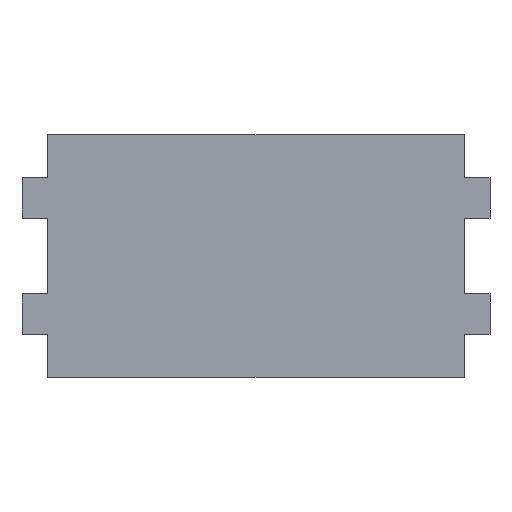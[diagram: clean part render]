
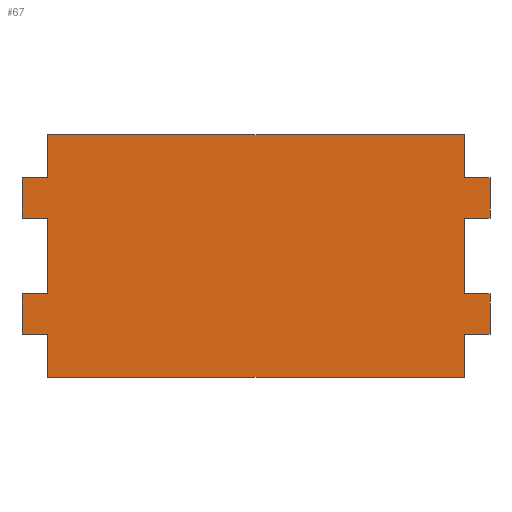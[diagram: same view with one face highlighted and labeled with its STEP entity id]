
A CAD part, front view. The second image highlights one B-rep face of the part: STEP entity #67.
In plain terms, the highlighted planar face has unit normal (0, -1, 0).
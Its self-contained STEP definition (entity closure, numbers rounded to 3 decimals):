
#5 = LINE ( 'NONE', #730, #1359 ) ;
#12 = ORIENTED_EDGE ( 'NONE', *, *, #731, .F. ) ;
#14 = CARTESIAN_POINT ( 'NONE',  ( -46.3, 0., -7.5 ) ) ;
#21 = VECTOR ( 'NONE', #830, 1000. ) ;
#40 = ORIENTED_EDGE ( 'NONE', *, *, #51, .F. ) ;
#45 = DIRECTION ( 'NONE',  ( 0., -1., 0. ) ) ;
#51 = EDGE_CURVE ( 'NONE', #949, #906, #1369, .T. ) ;
#52 = VECTOR ( 'NONE', #1050, 1000. ) ;
#53 = DIRECTION ( 'NONE',  ( 1., 0., 0. ) ) ;
#54 = VECTOR ( 'NONE', #758, 1000. ) ;
#61 = DIRECTION ( 'NONE',  ( -1., 0., 0. ) ) ;
#67 = ADVANCED_FACE ( 'NONE', ( #452 ), #1385, .T. ) ;
#83 = VERTEX_POINT ( 'NONE', #1496 ) ;
#90 = VERTEX_POINT ( 'NONE', #1651 ) ;
#102 = DIRECTION ( 'NONE',  ( -1., 0., 0. ) ) ;
#116 = CARTESIAN_POINT ( 'NONE',  ( 41.25, 0., 15.5 ) ) ;
#117 = CARTESIAN_POINT ( 'NONE',  ( -41.25, 0., -15.5 ) ) ;
#127 = LINE ( 'NONE', #1092, #1040 ) ;
#142 = DIRECTION ( 'NONE',  ( -1., 0., 0. ) ) ;
#158 = ORIENTED_EDGE ( 'NONE', *, *, #1155, .F. ) ;
#172 = DIRECTION ( 'NONE',  ( -1., 0., 0. ) ) ;
#174 = EDGE_CURVE ( 'NONE', #1544, #1037, #1023, .T. ) ;
#177 = ORIENTED_EDGE ( 'NONE', *, *, #1459, .F. ) ;
#178 = DIRECTION ( 'NONE',  ( 0., 0., 1. ) ) ;
#185 = VERTEX_POINT ( 'NONE', #116 ) ;
#229 = ORIENTED_EDGE ( 'NONE', *, *, #362, .F. ) ;
#230 = CARTESIAN_POINT ( 'NONE',  ( -41.25, 0., 24. ) ) ;
#231 = CARTESIAN_POINT ( 'NONE',  ( -41.25, 0., -15.5 ) ) ;
#248 = VECTOR ( 'NONE', #1656, 1000. ) ;
#260 = DIRECTION ( 'NONE',  ( 1., 0., 0. ) ) ;
#278 = CARTESIAN_POINT ( 'NONE',  ( 41.25, 0., -15.5 ) ) ;
#280 = CARTESIAN_POINT ( 'NONE',  ( 41.25, 0., -7.5 ) ) ;
#305 = EDGE_CURVE ( 'NONE', #90, #1019, #5, .T. ) ;
#316 = CARTESIAN_POINT ( 'NONE',  ( 0., 0., 0. ) ) ;
#317 = CARTESIAN_POINT ( 'NONE',  ( 41.25, 0., 24. ) ) ;
#344 = CARTESIAN_POINT ( 'NONE',  ( -41.25, 0., -24. ) ) ;
#346 = DIRECTION ( 'NONE',  ( 1., 0., 0. ) ) ;
#358 = VECTOR ( 'NONE', #102, 1000. ) ;
#362 = EDGE_CURVE ( 'NONE', #415, #1290, #710, .T. ) ;
#375 = EDGE_CURVE ( 'NONE', #83, #999, #1317, .T. ) ;
#378 = EDGE_CURVE ( 'NONE', #1558, #949, #1046, .T. ) ;
#398 = CARTESIAN_POINT ( 'NONE',  ( 46.3, 0., 7.5 ) ) ;
#415 = VERTEX_POINT ( 'NONE', #1179 ) ;
#418 = DIRECTION ( 'NONE',  ( -1., 0., 0. ) ) ;
#435 = CARTESIAN_POINT ( 'NONE',  ( -41.25, 0., 7.5 ) ) ;
#442 = ORIENTED_EDGE ( 'NONE', *, *, #1345, .F. ) ;
#452 = FACE_OUTER_BOUND ( 'NONE', #1596, .T. ) ;
#458 = LINE ( 'NONE', #1392, #1542 ) ;
#475 = ORIENTED_EDGE ( 'NONE', *, *, #685, .F. ) ;
#481 = LINE ( 'NONE', #1168, #248 ) ;
#487 = CARTESIAN_POINT ( 'NONE',  ( 41.25, 0., 24. ) ) ;
#500 = ORIENTED_EDGE ( 'NONE', *, *, #1311, .F. ) ;
#524 = ORIENTED_EDGE ( 'NONE', *, *, #946, .F. ) ;
#526 = VECTOR ( 'NONE', #418, 1000. ) ;
#534 = CARTESIAN_POINT ( 'NONE',  ( -46.3, 0., 7.5 ) ) ;
#557 = VECTOR ( 'NONE', #1375, 1000. ) ;
#570 = DIRECTION ( 'NONE',  ( 0., 0., -1. ) ) ;
#575 = LINE ( 'NONE', #278, #526 ) ;
#576 = CARTESIAN_POINT ( 'NONE',  ( 41.25, 0., 7.5 ) ) ;
#583 = EDGE_CURVE ( 'NONE', #684, #185, #1471, .T. ) ;
#599 = VERTEX_POINT ( 'NONE', #1585 ) ;
#610 = VECTOR ( 'NONE', #346, 1000. ) ;
#616 = VECTOR ( 'NONE', #712, 1000. ) ;
#622 = CARTESIAN_POINT ( 'NONE',  ( -41.25, 0., 15.5 ) ) ;
#627 = DIRECTION ( 'NONE',  ( 0., 0., -1. ) ) ;
#646 = ORIENTED_EDGE ( 'NONE', *, *, #378, .F. ) ;
#656 = CARTESIAN_POINT ( 'NONE',  ( 41.25, 0., 24. ) ) ;
#684 = VERTEX_POINT ( 'NONE', #317 ) ;
#685 = EDGE_CURVE ( 'NONE', #599, #1407, #727, .T. ) ;
#704 = CARTESIAN_POINT ( 'NONE',  ( 41.25, 0., -15.5 ) ) ;
#710 = LINE ( 'NONE', #1247, #1638 ) ;
#711 = ORIENTED_EDGE ( 'NONE', *, *, #174, .F. ) ;
#712 = DIRECTION ( 'NONE',  ( 0., 0., -1. ) ) ;
#727 = LINE ( 'NONE', #848, #21 ) ;
#730 = CARTESIAN_POINT ( 'NONE',  ( -41.25, 0., 24. ) ) ;
#731 = EDGE_CURVE ( 'NONE', #1484, #415, #1017, .T. ) ;
#736 = CARTESIAN_POINT ( 'NONE',  ( 46.3, 0., -7.5 ) ) ;
#755 = ORIENTED_EDGE ( 'NONE', *, *, #375, .F. ) ;
#758 = DIRECTION ( 'NONE',  ( 0., 0., 1. ) ) ;
#760 = EDGE_CURVE ( 'NONE', #1309, #599, #1568, .T. ) ;
#775 = VERTEX_POINT ( 'NONE', #1270 ) ;
#830 = DIRECTION ( 'NONE',  ( 0., 0., 1. ) ) ;
#848 = CARTESIAN_POINT ( 'NONE',  ( -46.3, 0., -15.5 ) ) ;
#849 = EDGE_CURVE ( 'NONE', #775, #684, #1686, .T. ) ;
#882 = CARTESIAN_POINT ( 'NONE',  ( 46.3, 0., -15.5 ) ) ;
#905 = CARTESIAN_POINT ( 'NONE',  ( -41.25, 0., 24. ) ) ;
#906 = VERTEX_POINT ( 'NONE', #1712 ) ;
#907 = CARTESIAN_POINT ( 'NONE',  ( -41.25, 0., 15.5 ) ) ;
#931 = ORIENTED_EDGE ( 'NONE', *, *, #1507, .F. ) ;
#932 = LINE ( 'NONE', #280, #1306 ) ;
#946 = EDGE_CURVE ( 'NONE', #1572, #1544, #932, .T. ) ;
#949 = VERTEX_POINT ( 'NONE', #398 ) ;
#959 = LINE ( 'NONE', #1495, #557 ) ;
#965 = ORIENTED_EDGE ( 'NONE', *, *, #849, .F. ) ;
#983 = VERTEX_POINT ( 'NONE', #534 ) ;
#999 = VERTEX_POINT ( 'NONE', #907 ) ;
#1017 = LINE ( 'NONE', #487, #52 ) ;
#1019 = VERTEX_POINT ( 'NONE', #435 ) ;
#1023 = LINE ( 'NONE', #882, #1277 ) ;
#1031 = LINE ( 'NONE', #230, #54 ) ;
#1037 = VERTEX_POINT ( 'NONE', #1356 ) ;
#1040 = VECTOR ( 'NONE', #142, 1000. ) ;
#1046 = LINE ( 'NONE', #1668, #1090 ) ;
#1048 = LINE ( 'NONE', #905, #1478 ) ;
#1049 = ORIENTED_EDGE ( 'NONE', *, *, #305, .F. ) ;
#1050 = DIRECTION ( 'NONE',  ( 0., 0., -1. ) ) ;
#1074 = DIRECTION ( 'NONE',  ( 0., 0., 1. ) ) ;
#1083 = AXIS2_PLACEMENT_3D ( 'NONE', #316, #45, #570 ) ;
#1087 = ORIENTED_EDGE ( 'NONE', *, *, #1148, .F. ) ;
#1090 = VECTOR ( 'NONE', #627, 1000. ) ;
#1092 = CARTESIAN_POINT ( 'NONE',  ( -41.25, 0., 7.5 ) ) ;
#1141 = VECTOR ( 'NONE', #1483, 1000. ) ;
#1148 = EDGE_CURVE ( 'NONE', #1407, #90, #481, .T. ) ;
#1155 = EDGE_CURVE ( 'NONE', #1290, #1309, #1031, .T. ) ;
#1168 = CARTESIAN_POINT ( 'NONE',  ( -41.25, 0., -7.5 ) ) ;
#1179 = CARTESIAN_POINT ( 'NONE',  ( 41.25, 0., -24. ) ) ;
#1247 = CARTESIAN_POINT ( 'NONE',  ( -41.25, 0., -24. ) ) ;
#1265 = ORIENTED_EDGE ( 'NONE', *, *, #760, .F. ) ;
#1270 = CARTESIAN_POINT ( 'NONE',  ( -41.25, 0., 24. ) ) ;
#1277 = VECTOR ( 'NONE', #1588, 1000. ) ;
#1290 = VERTEX_POINT ( 'NONE', #344 ) ;
#1306 = VECTOR ( 'NONE', #260, 1000. ) ;
#1309 = VERTEX_POINT ( 'NONE', #117 ) ;
#1311 = EDGE_CURVE ( 'NONE', #999, #775, #1048, .T. ) ;
#1317 = LINE ( 'NONE', #622, #610 ) ;
#1339 = ORIENTED_EDGE ( 'NONE', *, *, #583, .F. ) ;
#1345 = EDGE_CURVE ( 'NONE', #906, #1572, #1503, .T. ) ;
#1350 = ORIENTED_EDGE ( 'NONE', *, *, #1410, .F. ) ;
#1356 = CARTESIAN_POINT ( 'NONE',  ( 46.3, 0., -15.5 ) ) ;
#1359 = VECTOR ( 'NONE', #178, 1000. ) ;
#1364 = CARTESIAN_POINT ( 'NONE',  ( 41.25, 0., 24. ) ) ;
#1369 = LINE ( 'NONE', #576, #1657 ) ;
#1375 = DIRECTION ( 'NONE',  ( 0., 0., 1. ) ) ;
#1385 = PLANE ( 'NONE',  #1083 ) ;
#1392 = CARTESIAN_POINT ( 'NONE',  ( 41.25, 0., 15.5 ) ) ;
#1407 = VERTEX_POINT ( 'NONE', #14 ) ;
#1410 = EDGE_CURVE ( 'NONE', #1037, #1484, #575, .T. ) ;
#1422 = DIRECTION ( 'NONE',  ( 1., 0., 0. ) ) ;
#1459 = EDGE_CURVE ( 'NONE', #1019, #983, #127, .T. ) ;
#1471 = LINE ( 'NONE', #656, #1141 ) ;
#1478 = VECTOR ( 'NONE', #1074, 1000. ) ;
#1483 = DIRECTION ( 'NONE',  ( 0., 0., -1. ) ) ;
#1484 = VERTEX_POINT ( 'NONE', #704 ) ;
#1490 = EDGE_CURVE ( 'NONE', #983, #83, #959, .T. ) ;
#1495 = CARTESIAN_POINT ( 'NONE',  ( -46.3, 0., 15.5 ) ) ;
#1496 = CARTESIAN_POINT ( 'NONE',  ( -46.3, 0., 15.5 ) ) ;
#1503 = LINE ( 'NONE', #1364, #616 ) ;
#1507 = EDGE_CURVE ( 'NONE', #185, #1558, #458, .T. ) ;
#1529 = CARTESIAN_POINT ( 'NONE',  ( 41.25, 0., -7.5 ) ) ;
#1542 = VECTOR ( 'NONE', #53, 1000. ) ;
#1544 = VERTEX_POINT ( 'NONE', #736 ) ;
#1558 = VERTEX_POINT ( 'NONE', #1629 ) ;
#1568 = LINE ( 'NONE', #231, #358 ) ;
#1572 = VERTEX_POINT ( 'NONE', #1529 ) ;
#1580 = ORIENTED_EDGE ( 'NONE', *, *, #1490, .F. ) ;
#1585 = CARTESIAN_POINT ( 'NONE',  ( -46.3, 0., -15.5 ) ) ;
#1588 = DIRECTION ( 'NONE',  ( 0., 0., -1. ) ) ;
#1596 = EDGE_LOOP ( 'NONE', ( #1339, #965, #500, #755, #1580, #177, #1049, #1087, #475, #1265, #158, #229, #12, #1350, #711, #524, #442, #40, #646, #931 ) ) ;
#1615 = VECTOR ( 'NONE', #1422, 1000. ) ;
#1629 = CARTESIAN_POINT ( 'NONE',  ( 46.3, 0., 15.5 ) ) ;
#1638 = VECTOR ( 'NONE', #61, 1000. ) ;
#1651 = CARTESIAN_POINT ( 'NONE',  ( -41.25, 0., -7.5 ) ) ;
#1656 = DIRECTION ( 'NONE',  ( 1., 0., 0. ) ) ;
#1657 = VECTOR ( 'NONE', #172, 1000. ) ;
#1668 = CARTESIAN_POINT ( 'NONE',  ( 46.3, 0., 15.5 ) ) ;
#1686 = LINE ( 'NONE', #1697, #1615 ) ;
#1697 = CARTESIAN_POINT ( 'NONE',  ( -41.25, 0., 24. ) ) ;
#1712 = CARTESIAN_POINT ( 'NONE',  ( 41.25, 0., 7.5 ) ) ;
